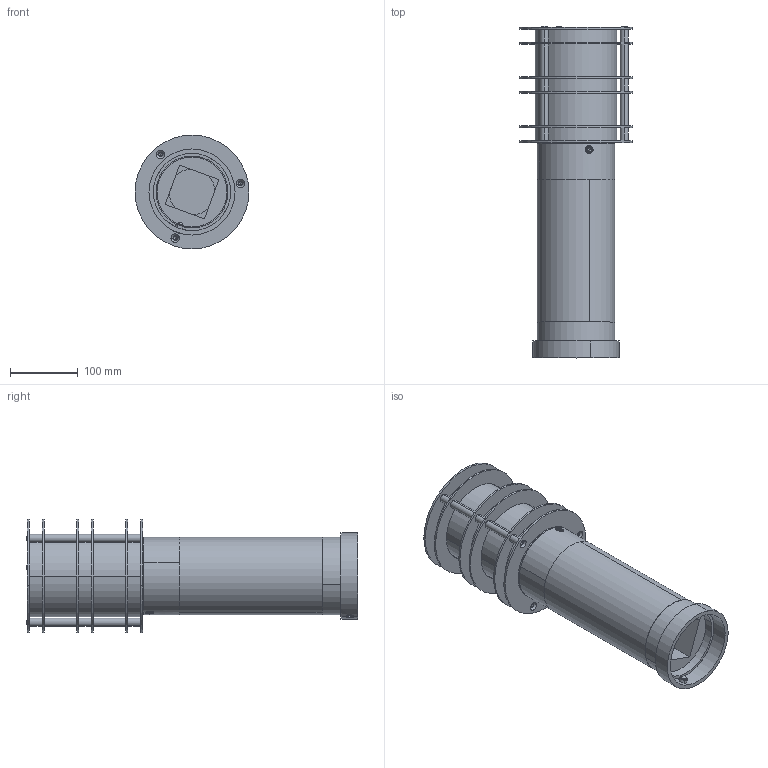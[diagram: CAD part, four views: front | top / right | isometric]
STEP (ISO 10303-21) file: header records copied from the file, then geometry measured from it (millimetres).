
FILE_DESCRIPTION (( 'STEP AP203' ), '1' );
FILE_NAME ('STOCKHOLM WOOD_490.STEP', '2024-02-02T13:26:41', ( '' ), ( '' ), 'SwSTEP 2.0', 'SolidWorks 2022', '' );
FILE_SCHEMA (( 'CONFIG_CONTROL_DESIGN' ));
Length unit declared in the file: millimetre
Products named in the file (1): STOCKHOLM WOOD_490
Bounding box: 168 x 490 x 168 mm (x, y, z)
Volume: 1906650 mm3; surface area: 583641.1 mm2
Topology: 33 solids, 33 shells, 376 faces, 852 edges, 551 vertices
Faces by surface type: cylinder 198, plane 118, cone 60
Entity records: 11509 total; most frequent: CARTESIAN_POINT 2436, DIRECTION 2048, ORIENTED_EDGE 1692, EDGE_CURVE 846, AXIS2_PLACEMENT_3D 841, VERTEX_POINT 551, EDGE_LOOP 493, CIRCLE 464
